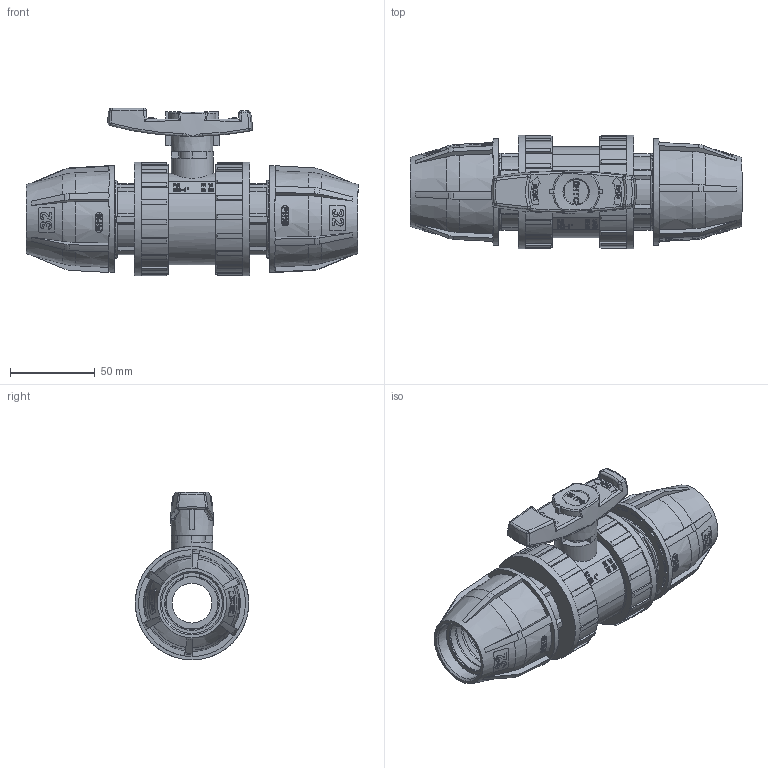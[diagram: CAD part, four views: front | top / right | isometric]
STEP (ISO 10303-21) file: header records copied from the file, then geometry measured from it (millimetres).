
FILE_DESCRIPTION(/* description */ (''),/* implementation_level */ '2;1');
FILE_NAME(/* name */ 'AK0915.000.032.step',/* time_stamp */ '2026-03-30T16:27:48+02:00',/* author */ (''),/* organization */ (''),/* preprocessor_version */ 'ST-DEVELOPER v20.1',/* originating_system */ 'Autodesk Translation Framework v14.24.0.0',/* authorisation */ '');
FILE_SCHEMA (('AUTOMOTIVE_DESIGN { 1 0 10303 214 3 1 1 }'));
Products named in the file (1): 2025-12-30-08-12-25-650
Bounding box: 196 x 67 x 99.02 mm (x, y, z)
Volume: 309299.4 mm3; surface area: 178077.7 mm2
Topology: 24 solids, 24 shells, 1963 faces, 5187 edges, 3407 vertices
Faces by surface type: plane 707, bspline 701, cylinder 333, cone 143, torus 66, sphere 13
Full cylindrical faces by diameter (mm): 1.721 x1, 2.295 x1, 12.24 x4, 15.12 x3, 15.84 x1, 16.56 x2, 18 x1, 23.5 x2, 24.578 x1, 26.5 x2, 27.36 x1, 28.08 x2, 28.8 x2, 31.513 x2, 32.544 x3, 33.12 x1, 33.5 x2, 33.84 x3, 36.432 x3, 36.72 x1, 39 x2, 39.016 x4, 39.96 x1, 40.421 x3, 42.519 x2, 42.768 x3, 44.28 x1, 44.882 x12, 46 x10, 46.8 x1
Entity records: 92797 total; most frequent: CARTESIAN_POINT 48319, ORIENTED_EDGE 10348, DIRECTION 7267, EDGE_CURVE 5174, VERTEX_POINT 3407, AXIS2_PLACEMENT_3D 2431, LINE 2405, VECTOR 2405
